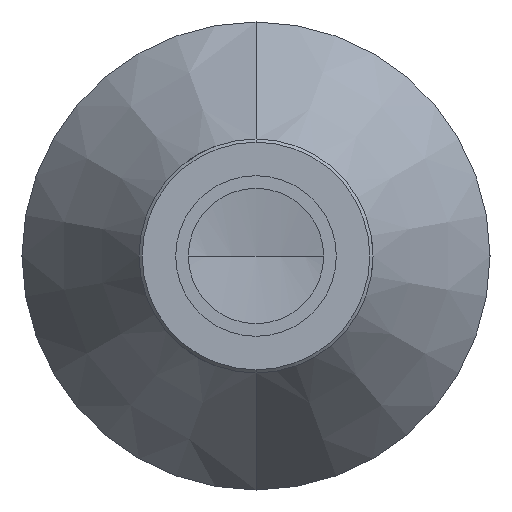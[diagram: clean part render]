
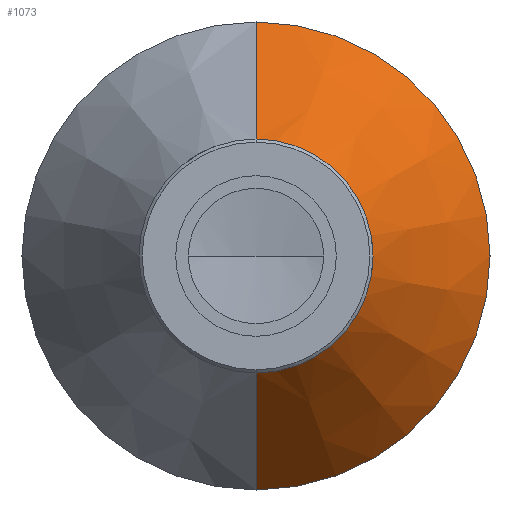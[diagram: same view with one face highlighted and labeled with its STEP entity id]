
A CAD part, front view. The second image highlights one B-rep face of the part: STEP entity #1073.
In plain terms, the highlighted conical face has half-angle 31.52 degrees and reference radius 37 mm.
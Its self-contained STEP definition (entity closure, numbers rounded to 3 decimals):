
#76 = DIRECTION ( 'NONE',  ( 0., 1., 0. ) ) ;
#88 = AXIS2_PLACEMENT_3D ( 'NONE', #682, #645, #1034 ) ;
#170 = EDGE_CURVE ( 'NONE', #1094, #677, #664, .T. ) ;
#233 = EDGE_CURVE ( 'NONE', #942, #1094, #872, .T. ) ;
#330 = DIRECTION ( 'NONE',  ( 0., 1., 0. ) ) ;
#387 = CARTESIAN_POINT ( 'NONE',  ( 0., -56., 37. ) ) ;
#501 = EDGE_LOOP ( 'NONE', ( #1633, #728, #2484, #2303 ) ) ;
#586 = CARTESIAN_POINT ( 'NONE',  ( 0., -86.166, 18.5 ) ) ;
#645 = DIRECTION ( 'NONE',  ( 0., 1., 0. ) ) ;
#664 = LINE ( 'NONE', #1236, #2160 ) ;
#677 = VERTEX_POINT ( 'NONE', #1444 ) ;
#682 = CARTESIAN_POINT ( 'NONE',  ( 0., -56., 0. ) ) ;
#728 = ORIENTED_EDGE ( 'NONE', *, *, #170, .T. ) ;
#760 = EDGE_CURVE ( 'NONE', #942, #2400, #2221, .T. ) ;
#841 = CARTESIAN_POINT ( 'NONE',  ( 0., -86.166, 0. ) ) ;
#863 = DIRECTION ( 'NONE',  ( 0., 0., 1. ) ) ;
#872 = CIRCLE ( 'NONE', #1201, 18.5 ) ;
#877 = DIRECTION ( 'NONE',  ( 0., 0.852, -0.523 ) ) ;
#940 = CIRCLE ( 'NONE', #2385, 37. ) ;
#942 = VERTEX_POINT ( 'NONE', #586 ) ;
#1034 = DIRECTION ( 'NONE',  ( 0., 0., 1. ) ) ;
#1073 = ADVANCED_FACE ( 'NONE', ( #2027 ), #1347, .T. ) ;
#1094 = VERTEX_POINT ( 'NONE', #2205 ) ;
#1201 = AXIS2_PLACEMENT_3D ( 'NONE', #841, #330, #2236 ) ;
#1236 = CARTESIAN_POINT ( 'NONE',  ( 0., -56., -37. ) ) ;
#1347 = CONICAL_SURFACE ( 'NONE', #88, 37., 0.55 ) ;
#1444 = CARTESIAN_POINT ( 'NONE',  ( 0., -56., -37. ) ) ;
#1619 = EDGE_CURVE ( 'NONE', #2400, #677, #940, .T. ) ;
#1633 = ORIENTED_EDGE ( 'NONE', *, *, #233, .T. ) ;
#1670 = CARTESIAN_POINT ( 'NONE',  ( 0., -56., 37. ) ) ;
#1706 = VECTOR ( 'NONE', #2449, 1000. ) ;
#2027 = FACE_OUTER_BOUND ( 'NONE', #501, .T. ) ;
#2160 = VECTOR ( 'NONE', #877, 1000. ) ;
#2205 = CARTESIAN_POINT ( 'NONE',  ( 0., -86.166, -18.5 ) ) ;
#2221 = LINE ( 'NONE', #1670, #1706 ) ;
#2236 = DIRECTION ( 'NONE',  ( 0., 0., 1. ) ) ;
#2259 = CARTESIAN_POINT ( 'NONE',  ( 0., -56., 0. ) ) ;
#2303 = ORIENTED_EDGE ( 'NONE', *, *, #760, .F. ) ;
#2385 = AXIS2_PLACEMENT_3D ( 'NONE', #2259, #76, #863 ) ;
#2400 = VERTEX_POINT ( 'NONE', #387 ) ;
#2449 = DIRECTION ( 'NONE',  ( 0., 0.852, 0.523 ) ) ;
#2484 = ORIENTED_EDGE ( 'NONE', *, *, #1619, .F. ) ;
